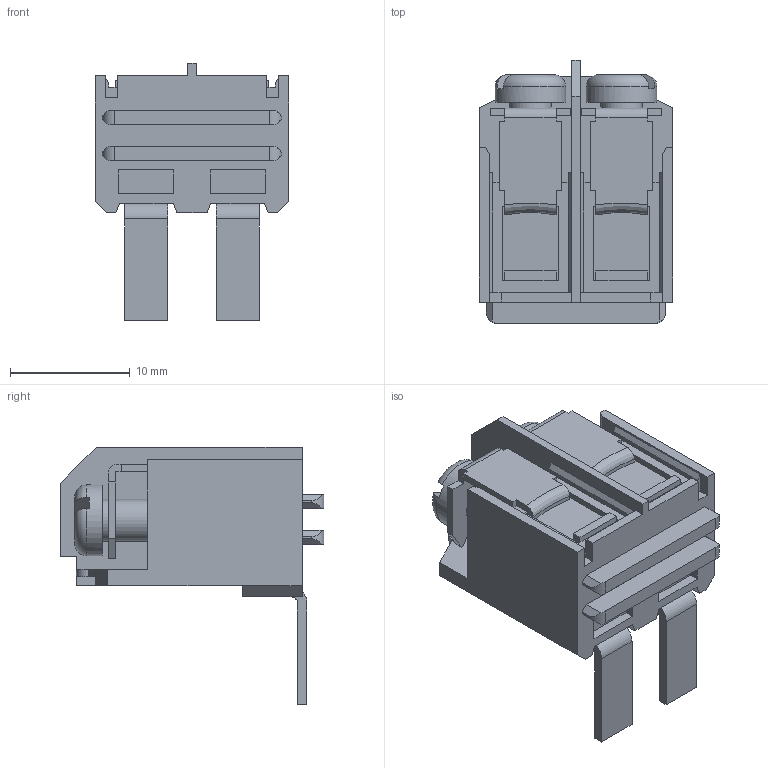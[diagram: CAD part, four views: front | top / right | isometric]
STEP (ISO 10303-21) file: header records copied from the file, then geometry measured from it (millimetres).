
FILE_DESCRIPTION(('STEP AP214'),'1');
FILE_NAME('ME672-7,62.stp','2017-05-24T12:46:10',(' '),(' '),'Spatial InterOp 3D',' ',' ');
FILE_SCHEMA(('automotive_design'));
Length unit declared in the file: metre
Products named in the file (1): 1
Bounding box: 16.2 x 22 x 21.5 mm (x, y, z)
Volume: 2194.6 mm3; surface area: 2592.6 mm2
Topology: 1 solids, 1 shells, 311 faces, 905 edges, 596 vertices
Faces by surface type: plane 271, cylinder 32, torus 4, extrusion 2, bspline 2
Full cylindrical faces by diameter (mm): 3.5 x2, 5.9 x2
Entity records: 12910 total; most frequent: CARTESIAN_POINT 2179, ORIENTED_EDGE 1794, DIRECTION 1583, EDGE_CURVE 897, VECTOR 783, LINE 781, VERTEX_POINT 592, AXIS2_PLACEMENT_3D 400
